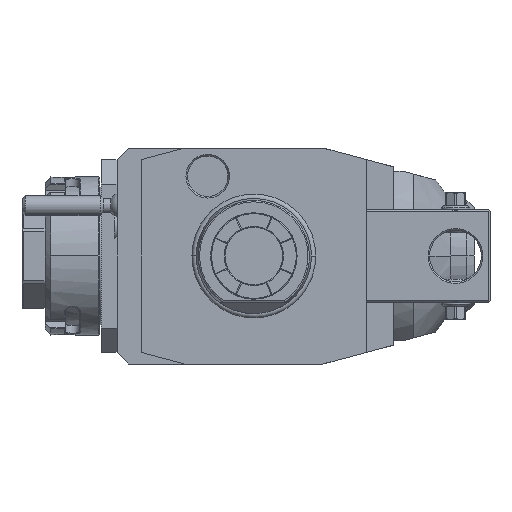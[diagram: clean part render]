
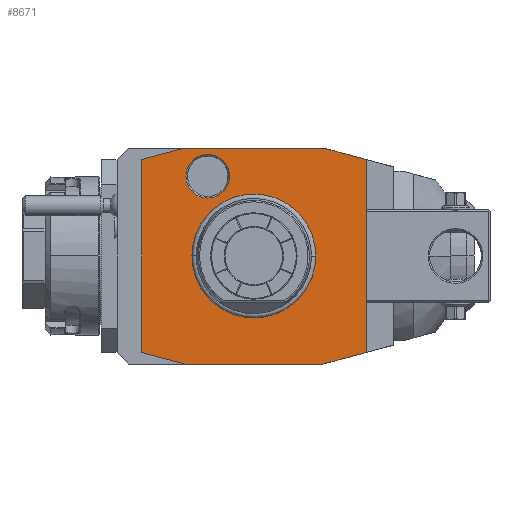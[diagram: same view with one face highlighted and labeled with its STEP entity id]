
A CAD part, front view. The second image highlights one B-rep face of the part: STEP entity #8671.
In plain terms, the highlighted planar face has unit normal (0, -1, 0).
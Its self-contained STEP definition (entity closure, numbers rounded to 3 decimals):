
#1=DIRECTION('',(-1.,0.,0.));
#2=VECTOR('',#1,48.);
#3=CARTESIAN_POINT('',(24.,0.,37.5));
#4=LINE('',#3,#2);
#5=DIRECTION('',(-0.966,0.,0.259));
#6=VECTOR('',#5,15.529);
#7=CARTESIAN_POINT('',(39.,0.,33.481));
#8=LINE('',#7,#6);
#9=DIRECTION('',(0.,0.,1.));
#10=VECTOR('',#9,66.962);
#11=CARTESIAN_POINT('',(39.,0.,-33.481));
#12=LINE('',#11,#10);
#13=DIRECTION('',(0.966,0.,0.259));
#14=VECTOR('',#13,15.529);
#15=CARTESIAN_POINT('',(24.,0.,-37.5));
#16=LINE('',#15,#14);
#17=DIRECTION('',(1.,0.,0.));
#18=VECTOR('',#17,48.);
#19=CARTESIAN_POINT('',(-24.,0.,-37.5));
#20=LINE('',#19,#18);
#21=DIRECTION('',(0.966,0.,-0.259));
#22=VECTOR('',#21,15.529);
#23=CARTESIAN_POINT('',(-39.,0.,-33.481));
#24=LINE('',#23,#22);
#25=DIRECTION('',(0.,0.,-1.));
#26=VECTOR('',#25,66.962);
#27=CARTESIAN_POINT('',(-39.,0.,33.481));
#28=LINE('',#27,#26);
#29=DIRECTION('',(-0.966,0.,-0.259));
#30=VECTOR('',#29,15.529);
#31=CARTESIAN_POINT('',(-24.,0.,37.5));
#32=LINE('',#31,#30);
#33=CARTESIAN_POINT('',(-16.,0.,27.713));
#34=DIRECTION('',(0.,1.,0.));
#35=DIRECTION('',(1.,0.,0.));
#36=AXIS2_PLACEMENT_3D('',#33,#34,#35);
#38=CARTESIAN_POINT('',(-16.,0.,27.713));
#39=DIRECTION('',(0.,1.,0.));
#40=DIRECTION('',(-1.,0.,0.));
#41=AXIS2_PLACEMENT_3D('',#38,#39,#40);
#5405=CARTESIAN_POINT('',(0.,0.,0.));
#5406=DIRECTION('',(0.,1.,0.));
#5407=DIRECTION('',(-1.,0.,0.));
#5408=AXIS2_PLACEMENT_3D('',#5405,#5406,#5407);
#5410=CARTESIAN_POINT('',(0.,0.,0.));
#5411=DIRECTION('',(0.,1.,0.));
#5412=DIRECTION('',(1.,0.,0.));
#5413=AXIS2_PLACEMENT_3D('',#5410,#5411,#5412);
#7606=CARTESIAN_POINT('',(-8.423,0.,27.713));
#7607=CARTESIAN_POINT('',(-23.577,0.,27.713));
#7608=VERTEX_POINT('',#7606);
#7609=VERTEX_POINT('',#7607);
#8454=CARTESIAN_POINT('',(24.,0.,37.5));
#8455=CARTESIAN_POINT('',(-24.,0.,37.5));
#8456=VERTEX_POINT('',#8454);
#8457=VERTEX_POINT('',#8455);
#8458=CARTESIAN_POINT('',(39.,0.,-33.481));
#8459=CARTESIAN_POINT('',(39.,0.,33.481));
#8460=VERTEX_POINT('',#8458);
#8461=VERTEX_POINT('',#8459);
#8462=CARTESIAN_POINT('',(-39.,0.,-33.481));
#8463=CARTESIAN_POINT('',(-24.,0.,-37.5));
#8464=VERTEX_POINT('',#8462);
#8465=VERTEX_POINT('',#8463);
#8466=CARTESIAN_POINT('',(-39.,0.,33.481));
#8467=VERTEX_POINT('',#8466);
#8492=CARTESIAN_POINT('',(24.,0.,-37.5));
#8493=VERTEX_POINT('',#8492);
#8534=CARTESIAN_POINT('',(-21.137,0.,0.));
#8535=CARTESIAN_POINT('',(21.137,0.,0.));
#8536=VERTEX_POINT('',#8534);
#8537=VERTEX_POINT('',#8535);
#8636=CARTESIAN_POINT('',(0.,0.,0.));
#8637=DIRECTION('',(0.,-1.,0.));
#8638=DIRECTION('',(-1.,0.,0.));
#8639=AXIS2_PLACEMENT_3D('',#8636,#8637,#8638);
#8640=PLANE('',#8639);
#8642=ORIENTED_EDGE('',*,*,#8641,.F.);
#8644=ORIENTED_EDGE('',*,*,#8643,.F.);
#8646=ORIENTED_EDGE('',*,*,#8645,.F.);
#8648=ORIENTED_EDGE('',*,*,#8647,.F.);
#8650=ORIENTED_EDGE('',*,*,#8649,.F.);
#8652=ORIENTED_EDGE('',*,*,#8651,.F.);
#8654=ORIENTED_EDGE('',*,*,#8653,.F.);
#8656=ORIENTED_EDGE('',*,*,#8655,.F.);
#8657=EDGE_LOOP('',(#8642,#8644,#8646,#8648,#8650,#8652,#8654,#8656));
#8658=FACE_OUTER_BOUND('',#8657,.F.);
#8660=ORIENTED_EDGE('',*,*,#8659,.F.);
#8662=ORIENTED_EDGE('',*,*,#8661,.F.);
#8663=EDGE_LOOP('',(#8660,#8662));
#8664=FACE_BOUND('',#8663,.F.);
#8666=ORIENTED_EDGE('',*,*,#8665,.F.);
#8668=ORIENTED_EDGE('',*,*,#8667,.F.);
#8669=EDGE_LOOP('',(#8666,#8668));
#8670=FACE_BOUND('',#8669,.F.);
#37=CIRCLE('',#36,7.577);
#42=CIRCLE('',#41,7.577);
#5409=CIRCLE('',#5408,21.137);
#5414=CIRCLE('',#5413,21.137);
#8641=EDGE_CURVE('',#8456,#8457,#4,.T.);
#8643=EDGE_CURVE('',#8461,#8456,#8,.T.);
#8645=EDGE_CURVE('',#8460,#8461,#12,.T.);
#8647=EDGE_CURVE('',#8493,#8460,#16,.T.);
#8649=EDGE_CURVE('',#8465,#8493,#20,.T.);
#8651=EDGE_CURVE('',#8464,#8465,#24,.T.);
#8653=EDGE_CURVE('',#8467,#8464,#28,.T.);
#8655=EDGE_CURVE('',#8457,#8467,#32,.T.);
#8659=EDGE_CURVE('',#8536,#8537,#5409,.T.);
#8661=EDGE_CURVE('',#8537,#8536,#5414,.T.);
#8665=EDGE_CURVE('',#7608,#7609,#37,.T.);
#8667=EDGE_CURVE('',#7609,#7608,#42,.T.);
#8671=ADVANCED_FACE('',(#8658,#8664,#8670),#8640,.T.);
